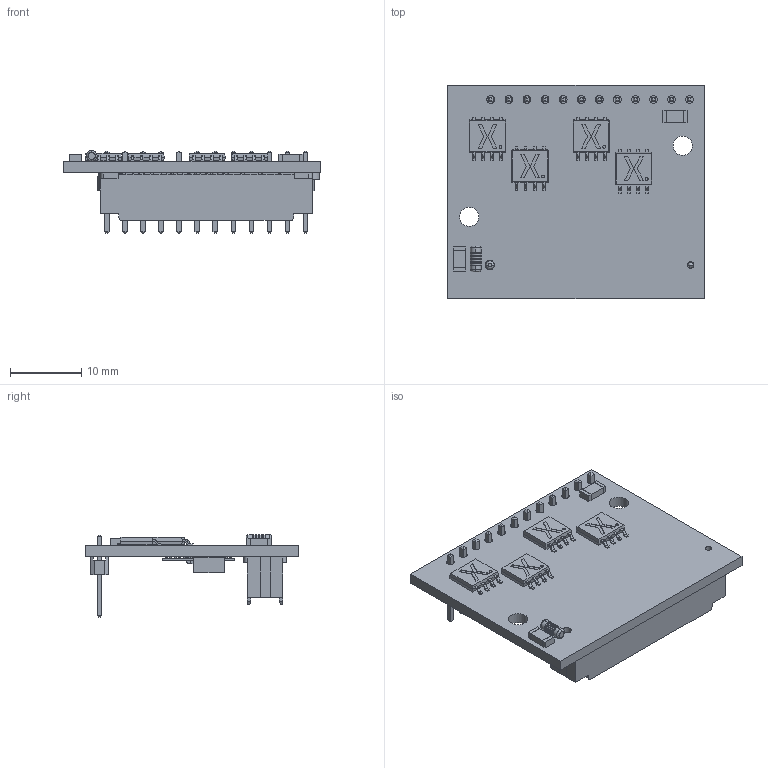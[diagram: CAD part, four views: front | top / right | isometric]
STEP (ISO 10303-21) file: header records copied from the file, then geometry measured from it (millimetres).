
FILE_DESCRIPTION(('Open CASCADE Model'),'2;1');
FILE_NAME('Open CASCADE Shape Model','2023-09-20T11:19:32',('Author'),( 'Open CASCADE'),'Open CASCADE STEP processor 6.8','Open CASCADE 6.8' ,'Unknown');
FILE_SCHEMA(('AUTOMOTIVE_DESIGN { 1 0 10303 214 1 1 1 1 }'));
Length unit declared in the file: millimetre
Products named in the file (251): PCB; Board; Open CASCADE STEP translator 6.8 2.1.1; T3; SOT1205; D4; 155124xx73200; housing; contacts; cap; IC7; 7501974000; A1; A2; A3; A4; A5; A6; A7; A8; A9; A10; A11; A12; A13; A14; A15; B1; B2; B3; B4; B5; B6; B7; B8; B9; B10; B11; B12; B13 ...
Assembly tree (315 placements, depth 4):
  PCB
    Board
      Open CASCADE STEP translator 6.8 2.1.1
    T3
      SOT1205
      SOT1205
      SOT1205
      SOT1205
      SOT1205
      SOT1205
      SOT1205
      SOT1205
      SOT1205
      SOT1205
      SOT1205
      SOT1205
      SOT1205
      SOT1205
      SOT1205
      SOT1205
      SOT1205
    D4
      155124xx73200
        housing
        contacts
        cap
    IC7
      7501974000
        A1
        A2
        A3
        A4
        A5
        A6
        A7
        A8
        A9
        A10
        A11
        A12
        A13
        A14
        A15
        B1
        B2
        B3
        B4
        B5
        B6
        B7
        B8
        B9
        B10
        B11
        B12
        B13
        B14
        B15
        C1
        C2
Bounding box: 36 x 30 x 11.62 mm (x, y, z)
Volume: 2667.3 mm3; surface area: 5570.7 mm2
Topology: 308 solids, 316 shells, 3822 faces, 10295 edges, 6777 vertices
Faces by surface type: plane 2997, cylinder 600, sphere 203, cone 16, bspline 6
Full cylindrical faces by diameter (mm): 0.9 x1, 1.1 x12, 1.25 x1, 1.3 x1, 2.7 x2
Entity records: 71057 total; most frequent: CARTESIAN_POINT 10628, DIRECTION 9951, ORIENTED_EDGE 9690, EDGE_CURVE 4845, LINE 4311, VECTOR 4311, VERTEX_POINT 3377, AXIS2_PLACEMENT_3D 2820
